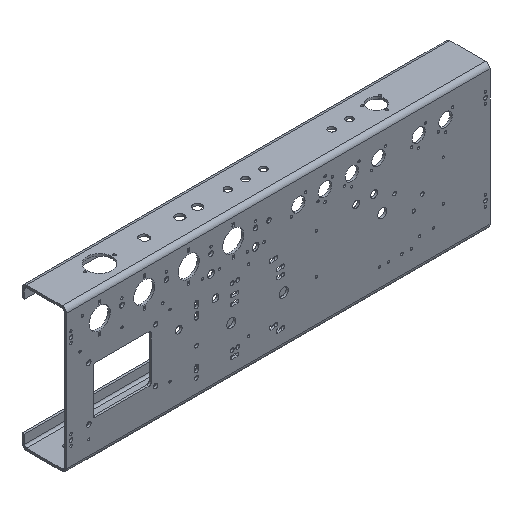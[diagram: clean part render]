
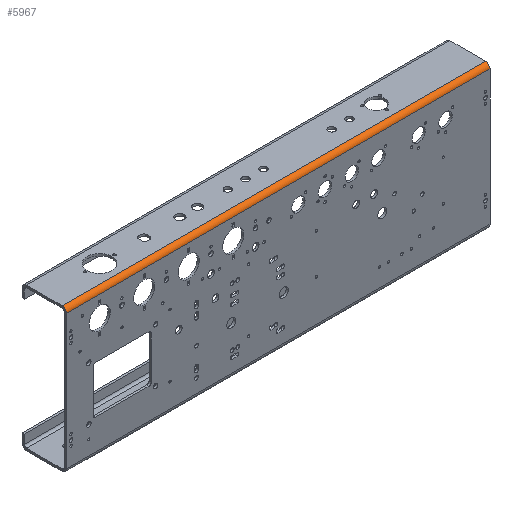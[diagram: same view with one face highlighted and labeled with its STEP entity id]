
A CAD part, isometric view. The second image highlights one B-rep face of the part: STEP entity #5967.
In plain terms, the highlighted cylindrical face has radius 6.35 mm (diameter 12.7 mm), a partial arc.
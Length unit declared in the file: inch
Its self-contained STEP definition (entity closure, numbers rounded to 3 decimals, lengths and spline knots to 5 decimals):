
#675=CIRCLE('',#6524,0.25);
#676=CIRCLE('',#6525,0.25);
#874=CYLINDRICAL_SURFACE('',#6523,0.25);
#1116=FACE_OUTER_BOUND('',#1633,.T.);
#1633=EDGE_LOOP('',(#4795,#4796,#4797,#4798));
#2198=LINE('',#9043,#2578);
#2288=LINE('',#9566,#2668);
#2578=VECTOR('',#7254,0.3937);
#2668=VECTOR('',#7712,0.3937);
#2970=VERTEX_POINT('',#9035);
#2972=VERTEX_POINT('',#9041);
#3195=VERTEX_POINT('',#9506);
#3221=VERTEX_POINT('',#9562);
#3600=EDGE_CURVE('',#2972,#2970,#2198,.T.);
#3861=EDGE_CURVE('',#3195,#3221,#2288,.T.);
#3862=EDGE_CURVE('',#2970,#3195,#675,.T.);
#3863=EDGE_CURVE('',#3221,#2972,#676,.T.);
#4795=ORIENTED_EDGE('',*,*,#3861,.F.);
#4796=ORIENTED_EDGE('',*,*,#3862,.F.);
#4797=ORIENTED_EDGE('',*,*,#3600,.F.);
#4798=ORIENTED_EDGE('',*,*,#3863,.F.);
#5967=ADVANCED_FACE('',(#1116),#874,.T.);
#6523=AXIS2_PLACEMENT_3D('',#9565,#7710,#7711);
#6524=AXIS2_PLACEMENT_3D('',#9567,#7713,#7714);
#6525=AXIS2_PLACEMENT_3D('',#9568,#7715,#7716);
#7254=DIRECTION('',(-1.,0.,0.));
#7710=DIRECTION('center_axis',(-1.,0.,0.));
#7711=DIRECTION('ref_axis',(0.,-1.,0.));
#7712=DIRECTION('',(1.,0.,0.));
#7713=DIRECTION('center_axis',(-1.,0.,0.));
#7714=DIRECTION('ref_axis',(0.,-1.,0.));
#7715=DIRECTION('center_axis',(1.,0.,0.));
#7716=DIRECTION('ref_axis',(0.,0.,1.));
#9035=CARTESIAN_POINT('',(0.,0.,-0.25));
#9041=CARTESIAN_POINT('',(23.75,0.,-0.25));
#9043=CARTESIAN_POINT('',(17.8125,0.,-0.25));
#9506=CARTESIAN_POINT('',(0.,0.25,0.));
#9562=CARTESIAN_POINT('',(23.75,0.25,0.));
#9565=CARTESIAN_POINT('Origin',(11.875,0.25,-0.25));
#9566=CARTESIAN_POINT('',(11.875,0.25,0.));
#9567=CARTESIAN_POINT('Origin',(0.,0.25,-0.25));
#9568=CARTESIAN_POINT('Origin',(23.75,0.25,-0.25));
